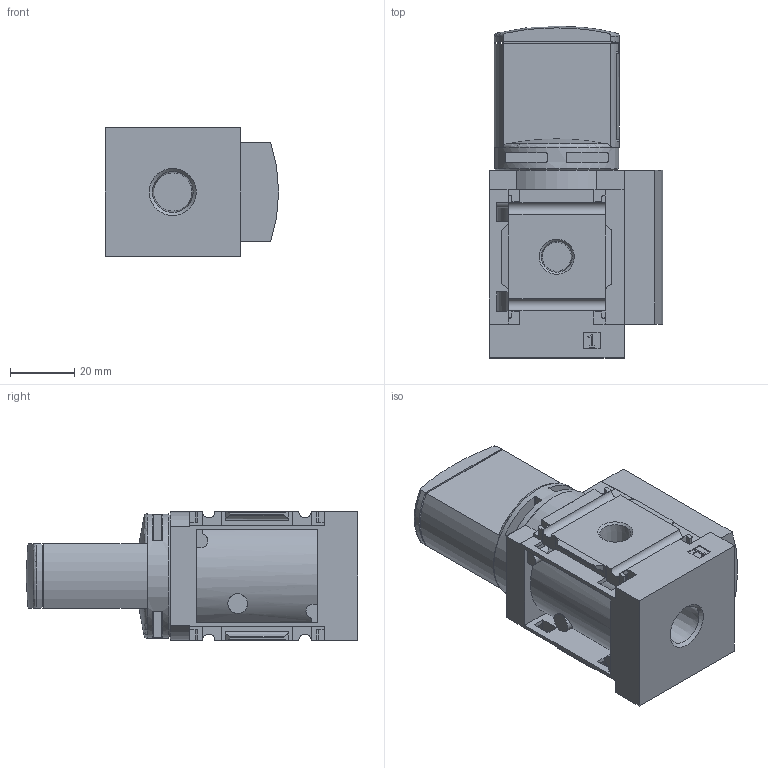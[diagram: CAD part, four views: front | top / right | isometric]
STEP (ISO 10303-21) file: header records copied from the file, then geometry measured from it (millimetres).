
FILE_DESCRIPTION(/* description */ ('STEP AP214'),/* implementation_level */ '2;1');
FILE_NAME(/* name */ '541284_MS4N-EM1-1_8',/* time_stamp */ '2024-09-09T20:20:03+02:00',/* author */ ('License CC BY-ND 4.0'),/* organization */ ('CADENAS'),/* preprocessor_version */ 'ST-DEVELOPER v19.3',/* originating_system */ 'PARTsolutions',/* authorisation */ ' ');
FILE_SCHEMA (('AUTOMOTIVE_DESIGN {1 0 10303 214 3 1 1}'));
Length unit declared in the file: millimetre
Products named in the file (2): 541284 MS4N-EM1-1/8; 541288 MS4N-EM1-1/8-0D
Assembly tree (1 placements, depth 2):
  541284 MS4N-EM1-1/8
    541288 MS4N-EM1-1/8-0D
Bounding box: 54 x 103.5 x 40.2 mm (x, y, z)
Volume: 136215.9 mm3; surface area: 23391.1 mm2
Topology: 1 solids, 1 shells, 286 faces, 813 edges, 538 vertices
Faces by surface type: plane 228, cylinder 45, cone 7, sphere 3, torus 3
Full cylindrical faces by diameter (mm): 6.1 x1, 38.8 x1
Entity records: 11235 total; most frequent: CARTESIAN_POINT 1681, ORIENTED_EDGE 1596, DIRECTION 1508, EDGE_CURVE 798, LINE 642, VECTOR 642, VERTEX_POINT 534, AXIS2_PLACEMENT_3D 433
